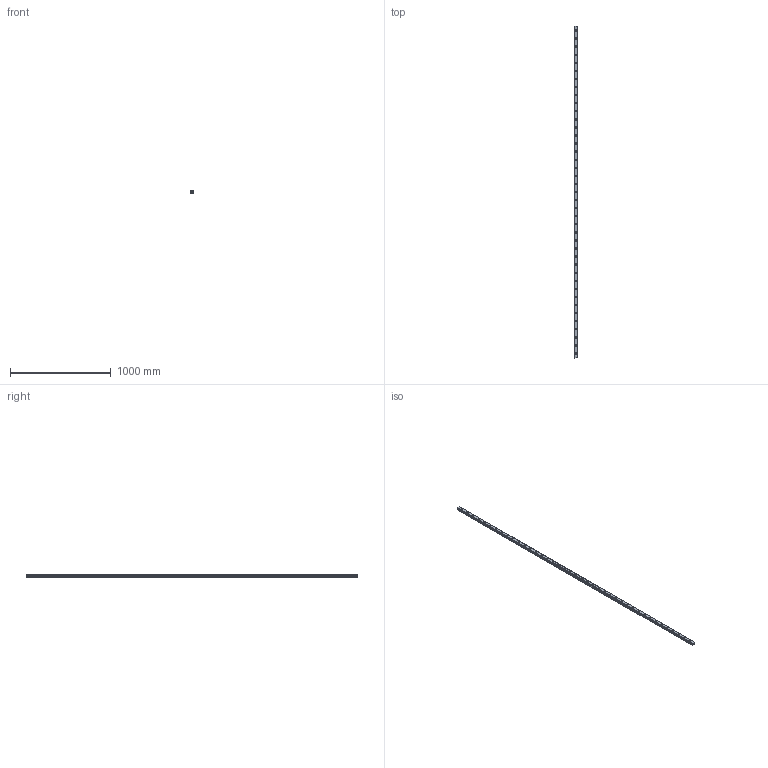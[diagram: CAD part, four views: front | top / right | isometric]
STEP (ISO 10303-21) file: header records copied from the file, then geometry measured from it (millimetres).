
FILE_DESCRIPTION(('STEP AP214'),'1');
FILE_NAME('cctmp_4B854040-E656-49A2-8903-1F0BAC3625D3_2021_02_17_13_07_09_0273..stp','2021-02-17T12:07:09',('HIWIN GmbH'),('CADClick - www.CADClick.com'),'Spatial InterOp 3D',' ','unknown authorization');
FILE_SCHEMA(('AUTOMOTIVE_DESIGN'));
Length unit declared in the file: millimetre
Products named in the file (1): EGR35R3290C_FILE
Bounding box: 34 x 3290 x 27.5 mm (x, y, z)
Volume: 2590938.9 mm3; surface area: 460755.9 mm2
Topology: 1 solids, 1 shells, 476 faces, 1041 edges, 694 vertices
Faces by surface type: cylinder 264, plane 212
Entity records: 17105 total; most frequent: DIRECTION 2523, CARTESIAN_POINT 2212, ORIENTED_EDGE 2082, EDGE_CURVE 1041, AXIS2_PLACEMENT_3D 1005, VERTEX_POINT 694, EDGE_LOOP 603, CIRCLE 528
